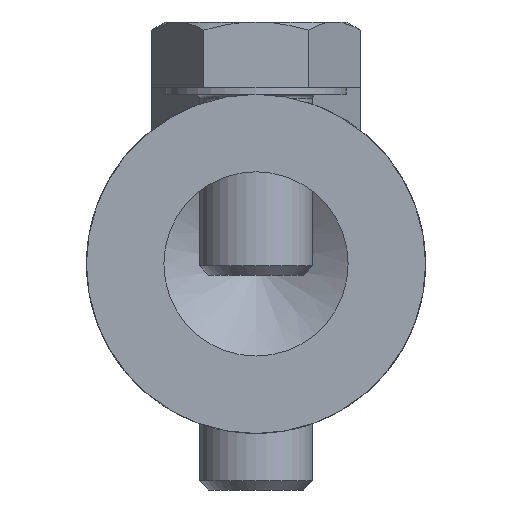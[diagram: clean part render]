
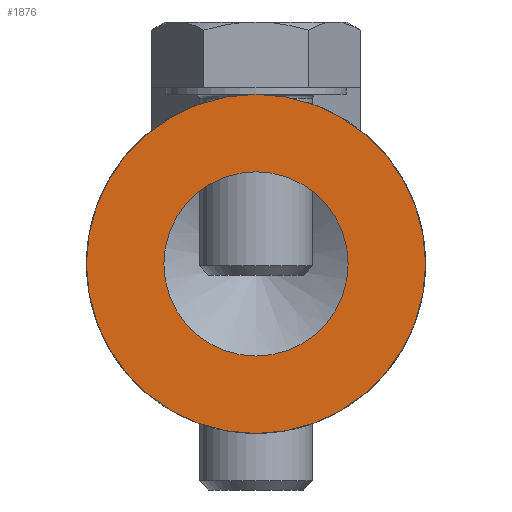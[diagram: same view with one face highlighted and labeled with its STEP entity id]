
A CAD part, front view. The second image highlights one B-rep face of the part: STEP entity #1876.
In plain terms, the highlighted planar face has unit normal (0, -1, 0).
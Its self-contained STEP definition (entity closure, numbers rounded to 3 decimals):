
#75 = CARTESIAN_POINT ( 'NONE',  ( 0., 0., -8.15 ) ) ;
#96 = DIRECTION ( 'NONE',  ( 0., -1., 0. ) ) ;
#344 = CARTESIAN_POINT ( 'NONE',  ( 15., 0., 0. ) ) ;
#471 = EDGE_CURVE ( 'NONE', #2561, #2561, #1697, .T. ) ;
#493 = EDGE_CURVE ( 'NONE', #1569, #1569, #2857, .T. ) ;
#557 = FACE_BOUND ( 'NONE', #1684, .T. ) ;
#560 = DIRECTION ( 'NONE',  ( 1., 0., 0. ) ) ;
#579 = AXIS2_PLACEMENT_3D ( 'NONE', #705, #2238, #2024 ) ;
#705 = CARTESIAN_POINT ( 'NONE',  ( 0., 0., 0. ) ) ;
#1069 = CARTESIAN_POINT ( 'NONE',  ( 0., 0., 0. ) ) ;
#1137 = ORIENTED_EDGE ( 'NONE', *, *, #471, .F. ) ;
#1295 = ORIENTED_EDGE ( 'NONE', *, *, #493, .T. ) ;
#1569 = VERTEX_POINT ( 'NONE', #344 ) ;
#1684 = EDGE_LOOP ( 'NONE', ( #1137 ) ) ;
#1697 = CIRCLE ( 'NONE', #579, 8.15 ) ;
#1876 = ADVANCED_FACE ( 'NONE', ( #557, #2833 ), #2864, .T. ) ;
#2024 = DIRECTION ( 'NONE',  ( 0., 0., -1. ) ) ;
#2083 = DIRECTION ( 'NONE',  ( 0., -1., 0. ) ) ;
#2238 = DIRECTION ( 'NONE',  ( 0., -1., 0. ) ) ;
#2322 = CARTESIAN_POINT ( 'NONE',  ( 0., 0., 0. ) ) ;
#2561 = VERTEX_POINT ( 'NONE', #75 ) ;
#2620 = AXIS2_PLACEMENT_3D ( 'NONE', #1069, #96, #2815 ) ;
#2728 = EDGE_LOOP ( 'NONE', ( #1295 ) ) ;
#2815 = DIRECTION ( 'NONE',  ( 1., 0., 0. ) ) ;
#2833 = FACE_OUTER_BOUND ( 'NONE', #2728, .T. ) ;
#2857 = CIRCLE ( 'NONE', #3071, 15. ) ;
#2864 = PLANE ( 'NONE',  #2620 ) ;
#3071 = AXIS2_PLACEMENT_3D ( 'NONE', #2322, #2083, #560 ) ;
